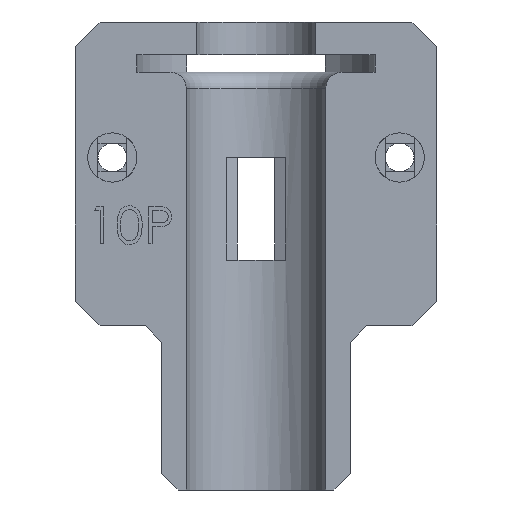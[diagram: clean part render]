
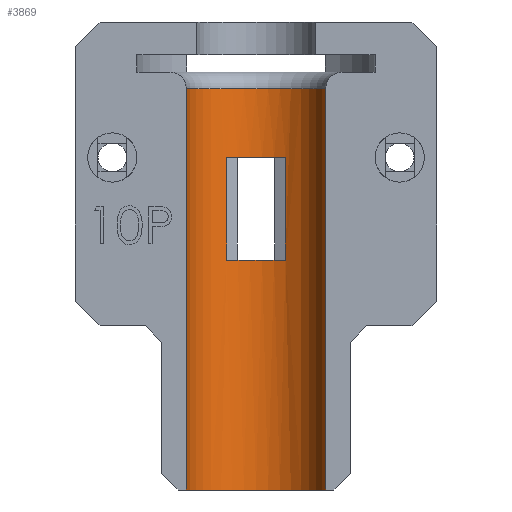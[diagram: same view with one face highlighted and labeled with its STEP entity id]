
A CAD part, front view. The second image highlights one B-rep face of the part: STEP entity #3869.
In plain terms, the highlighted cylindrical face has radius 8.5 mm (diameter 17 mm), a partial arc.
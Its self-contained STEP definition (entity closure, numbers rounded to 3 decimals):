
#94 = VERTEX_POINT ( 'NONE', #611 ) ;
#141 = LINE ( 'NONE', #1747, #6002 ) ;
#145 = DIRECTION ( 'NONE',  ( -1., 0., 0. ) ) ;
#198 = EDGE_CURVE ( 'NONE', #5599, #4360, #2481, .T. ) ;
#506 = CARTESIAN_POINT ( 'NONE',  ( -8.5, -23., 11.9 ) ) ;
#609 = CARTESIAN_POINT ( 'NONE',  ( 3.592, -15.296, -35.285 ) ) ;
#611 = CARTESIAN_POINT ( 'NONE',  ( -3.592, -15.296, -9. ) ) ;
#686 = DIRECTION ( 'NONE',  ( 0., 0., 1. ) ) ;
#1004 = ORIENTED_EDGE ( 'NONE', *, *, #1741, .T. ) ;
#1225 = ORIENTED_EDGE ( 'NONE', *, *, #198, .F. ) ;
#1255 = EDGE_CURVE ( 'NONE', #6888, #3574, #5624, .T. ) ;
#1563 = FACE_OUTER_BOUND ( 'NONE', #1615, .T. ) ;
#1584 = EDGE_CURVE ( 'NONE', #4297, #5271, #141, .T. ) ;
#1615 = EDGE_LOOP ( 'NONE', ( #6799, #6391, #3873, #2314 ) ) ;
#1741 = EDGE_CURVE ( 'NONE', #94, #4360, #2135, .T. ) ;
#1747 = CARTESIAN_POINT ( 'NONE',  ( 8.5, -23., -35.285 ) ) ;
#1876 = CARTESIAN_POINT ( 'NONE',  ( 3.592, -15.296, 3.5 ) ) ;
#2135 = LINE ( 'NONE', #3206, #3192 ) ;
#2266 = EDGE_CURVE ( 'NONE', #6924, #94, #5747, .T. ) ;
#2314 = ORIENTED_EDGE ( 'NONE', *, *, #5249, .F. ) ;
#2320 = CARTESIAN_POINT ( 'NONE',  ( 0., -23., 3.5 ) ) ;
#2398 = CARTESIAN_POINT ( 'NONE',  ( 0., -23., -9. ) ) ;
#2443 = CARTESIAN_POINT ( 'NONE',  ( 0., -23., 11.9 ) ) ;
#2481 = CIRCLE ( 'NONE', #6563, 8.5 ) ;
#2489 = EDGE_CURVE ( 'NONE', #5271, #3574, #5103, .T. ) ;
#2535 = CIRCLE ( 'NONE', #3462, 8.5 ) ;
#2716 = FACE_BOUND ( 'NONE', #5580, .T. ) ;
#2842 = CARTESIAN_POINT ( 'NONE',  ( 0., -23., -37. ) ) ;
#2951 = LINE ( 'NONE', #609, #5089 ) ;
#3192 = VECTOR ( 'NONE', #5945, 1000. ) ;
#3206 = CARTESIAN_POINT ( 'NONE',  ( -3.592, -15.296, -35.285 ) ) ;
#3210 = CARTESIAN_POINT ( 'NONE',  ( 0., -23., -35.285 ) ) ;
#3462 = AXIS2_PLACEMENT_3D ( 'NONE', #2842, #686, #4515 ) ;
#3574 = VERTEX_POINT ( 'NONE', #506 ) ;
#3733 = EDGE_CURVE ( 'NONE', #6924, #5599, #2951, .T. ) ;
#3832 = AXIS2_PLACEMENT_3D ( 'NONE', #3210, #5951, #7163 ) ;
#3869 = ADVANCED_FACE ( 'NONE', ( #2716, #1563 ), #4948, .F. ) ;
#3873 = ORIENTED_EDGE ( 'NONE', *, *, #1255, .F. ) ;
#3937 = AXIS2_PLACEMENT_3D ( 'NONE', #2443, #4247, #7009 ) ;
#4247 = DIRECTION ( 'NONE',  ( 0., 0., 1. ) ) ;
#4297 = VERTEX_POINT ( 'NONE', #6628 ) ;
#4360 = VERTEX_POINT ( 'NONE', #7170 ) ;
#4458 = CARTESIAN_POINT ( 'NONE',  ( 3.592, -15.296, -9. ) ) ;
#4483 = DIRECTION ( 'NONE',  ( 0., 0., 1. ) ) ;
#4515 = DIRECTION ( 'NONE',  ( -1., 0., 0. ) ) ;
#4553 = DIRECTION ( 'NONE',  ( 0., 0., 1. ) ) ;
#4592 = CARTESIAN_POINT ( 'NONE',  ( -8.5, -23., -35.285 ) ) ;
#4633 = DIRECTION ( 'NONE',  ( 0., 0., 1. ) ) ;
#4863 = CARTESIAN_POINT ( 'NONE',  ( -8.5, -23., -37. ) ) ;
#4948 = CYLINDRICAL_SURFACE ( 'NONE', #3832, 8.5 ) ;
#5041 = ORIENTED_EDGE ( 'NONE', *, *, #2266, .T. ) ;
#5089 = VECTOR ( 'NONE', #6224, 1000. ) ;
#5103 = CIRCLE ( 'NONE', #3937, 8.5 ) ;
#5137 = DIRECTION ( 'NONE',  ( 0., 0., 1. ) ) ;
#5249 = EDGE_CURVE ( 'NONE', #4297, #6888, #2535, .T. ) ;
#5271 = VERTEX_POINT ( 'NONE', #5582 ) ;
#5580 = EDGE_LOOP ( 'NONE', ( #6198, #5041, #1004, #1225 ) ) ;
#5582 = CARTESIAN_POINT ( 'NONE',  ( 8.5, -23., 11.9 ) ) ;
#5599 = VERTEX_POINT ( 'NONE', #1876 ) ;
#5624 = LINE ( 'NONE', #4592, #6574 ) ;
#5747 = CIRCLE ( 'NONE', #6649, 8.5 ) ;
#5945 = DIRECTION ( 'NONE',  ( 0., 0., 1. ) ) ;
#5951 = DIRECTION ( 'NONE',  ( 0., 0., 1. ) ) ;
#6002 = VECTOR ( 'NONE', #4483, 1000. ) ;
#6198 = ORIENTED_EDGE ( 'NONE', *, *, #3733, .F. ) ;
#6224 = DIRECTION ( 'NONE',  ( 0., 0., 1. ) ) ;
#6391 = ORIENTED_EDGE ( 'NONE', *, *, #2489, .T. ) ;
#6563 = AXIS2_PLACEMENT_3D ( 'NONE', #2320, #4553, #6767 ) ;
#6574 = VECTOR ( 'NONE', #4633, 1000. ) ;
#6628 = CARTESIAN_POINT ( 'NONE',  ( 8.5, -23., -37. ) ) ;
#6649 = AXIS2_PLACEMENT_3D ( 'NONE', #2398, #5137, #145 ) ;
#6767 = DIRECTION ( 'NONE',  ( 1., 0., 0. ) ) ;
#6799 = ORIENTED_EDGE ( 'NONE', *, *, #1584, .T. ) ;
#6888 = VERTEX_POINT ( 'NONE', #4863 ) ;
#6924 = VERTEX_POINT ( 'NONE', #4458 ) ;
#7009 = DIRECTION ( 'NONE',  ( 1., 0., 0. ) ) ;
#7163 = DIRECTION ( 'NONE',  ( 1., 0., 0. ) ) ;
#7170 = CARTESIAN_POINT ( 'NONE',  ( -3.592, -15.296, 3.5 ) ) ;
